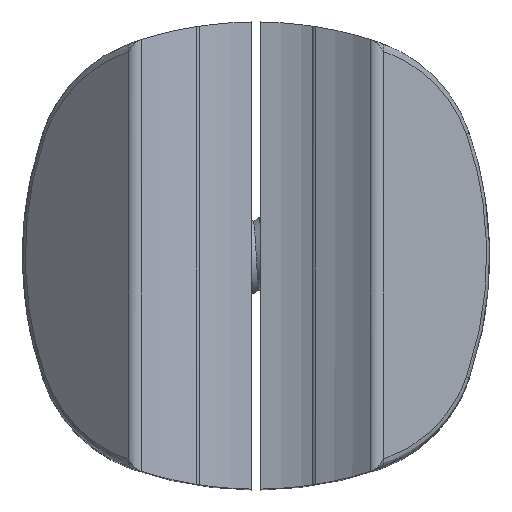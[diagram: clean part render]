
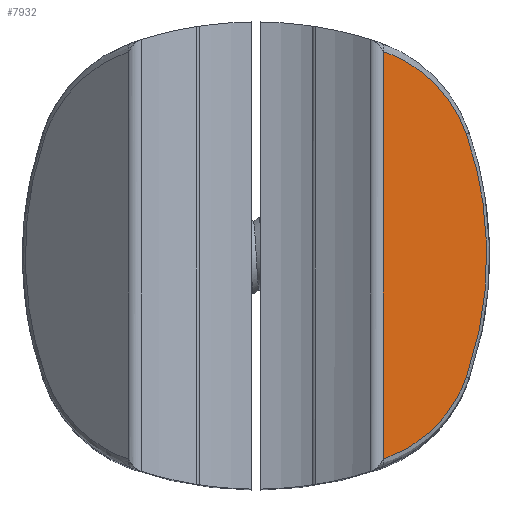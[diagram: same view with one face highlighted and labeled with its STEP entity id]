
A CAD part, top view. The second image highlights one B-rep face of the part: STEP entity #7932.
In plain terms, the highlighted planar face has unit normal (0.707, 0, 0.707).
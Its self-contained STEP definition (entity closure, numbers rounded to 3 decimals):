
#152 = EDGE_CURVE ( 'NONE', #11317, #21493, #3581, .T. ) ;
#182 = CARTESIAN_POINT ( 'NONE',  ( 13.403, 21.376, 62.683 ) ) ;
#189 = CARTESIAN_POINT ( 'NONE',  ( 13.704, 21.272, 62.382 ) ) ;
#251 = EDGE_LOOP ( 'NONE', ( #15215, #8437, #25099, #11419, #12683, #2570 ) ) ;
#315 = CARTESIAN_POINT ( 'NONE',  ( 17.633, 19.046, 58.453 ) ) ;
#360 = CARTESIAN_POINT ( 'NONE',  ( 23.779, -5.898, 52.307 ) ) ;
#974 = CARTESIAN_POINT ( 'NONE',  ( 13.364, -21.389, 62.722 ) ) ;
#1399 = CARTESIAN_POINT ( 'NONE',  ( 17.993, -18.746, 58.093 ) ) ;
#1524 = CARTESIAN_POINT ( 'NONE',  ( 20.604, -15.751, 55.482 ) ) ;
#1623 = CARTESIAN_POINT ( 'NONE',  ( 13.396, -21.378, 62.69 ) ) ;
#1744 = CARTESIAN_POINT ( 'NONE',  ( 21.176, 14.784, 54.91 ) ) ;
#1868 = CARTESIAN_POINT ( 'NONE',  ( 18.773, 18.019, 57.312 ) ) ;
#2007 = CARTESIAN_POINT ( 'NONE',  ( 15.025, 20.709, 61.06 ) ) ;
#2267 = CARTESIAN_POINT ( 'NONE',  ( 22.949, 9.945, 53.137 ) ) ;
#2364 = VERTEX_POINT ( 'NONE', #19052 ) ;
#2514 = CARTESIAN_POINT ( 'NONE',  ( 22.083, -12.696, 54.003 ) ) ;
#2570 = ORIENTED_EDGE ( 'NONE', *, *, #21157, .T. ) ;
#3145 = B_SPLINE_CURVE_WITH_KNOTS ( 'NONE', 3,
 ( #182, #17952, #11703, #16016, #23577 ),
 .UNSPECIFIED., .F., .F.,
 ( 4, 1, 4 ),
 ( 0., 0.5, 1. ),
 .UNSPECIFIED. ) ;
#3158 = CARTESIAN_POINT ( 'NONE',  ( 19.636, -17.07, 56.449 ) ) ;
#3300 = CARTESIAN_POINT ( 'NONE',  ( 16.089, -20.127, 59.997 ) ) ;
#3551 = CARTESIAN_POINT ( 'NONE',  ( 16.751, -19.702, 59.335 ) ) ;
#3581 = B_SPLINE_CURVE_WITH_KNOTS ( 'NONE', 3,
 ( #22825, #25141, #22948, #1623, #23065 ),
 .UNSPECIFIED., .F., .F.,
 ( 4, 1, 4 ),
 ( 0., 0.5, 1. ),
 .UNSPECIFIED. ) ;
#3659 = CARTESIAN_POINT ( 'NONE',  ( 22.083, 12.696, 54.003 ) ) ;
#4140 = CARTESIAN_POINT ( 'NONE',  ( 16.375, 19.95, 59.711 ) ) ;
#4182 = CARTESIAN_POINT ( 'NONE',  ( 24.107, 3.068, 51.979 ) ) ;
#5069 = VERTEX_POINT ( 'NONE', #18984 ) ;
#5077 = CARTESIAN_POINT ( 'NONE',  ( 14.752, -20.838, 61.334 ) ) ;
#5180 = CARTESIAN_POINT ( 'NONE',  ( 22., 12.937, 54.086 ) ) ;
#5370 = CARTESIAN_POINT ( 'NONE',  ( 22.083, -12.696, 54.003 ) ) ;
#5588 = CARTESIAN_POINT ( 'NONE',  ( 13.403, -21.376, 62.683 ) ) ;
#6439 = VECTOR ( 'NONE', #10210, 1000. ) ;
#6591 = CARTESIAN_POINT ( 'NONE',  ( 24.052, -3.71, 52.034 ) ) ;
#6996 = CARTESIAN_POINT ( 'NONE',  ( 19.82, 16.844, 56.266 ) ) ;
#7077 = EDGE_CURVE ( 'NONE', #11909, #2364, #7851, .T. ) ;
#7141 = CARTESIAN_POINT ( 'NONE',  ( 22.083, -12.696, 54.003 ) ) ;
#7851 = B_SPLINE_CURVE_WITH_KNOTS ( 'NONE', 3,
 ( #2514, #12487, #13890, #10338, #360, #6591, #16184, #12365, #4182, #14126, #8148, #2267, #20272, #18385 ),
 .UNSPECIFIED., .F., .F.,
 ( 4, 1, 1, 1, 1, 1, 1, 1, 1, 1, 1, 4 ),
 ( 0., 0.091, 0.182, 0.273, 0.364, 0.455, 0.545, 0.636, 0.727, 0.818, 0.909, 1. ),
 .UNSPECIFIED. ) ;
#7932 = ADVANCED_FACE ( 'NONE', ( #18579 ), #15313, .T. ) ;
#8105 = CARTESIAN_POINT ( 'NONE',  ( 14.274, 21.053, 61.812 ) ) ;
#8148 = CARTESIAN_POINT ( 'NONE',  ( 23.505, 7.494, 52.581 ) ) ;
#8437 = ORIENTED_EDGE ( 'NONE', *, *, #152, .T. ) ;
#9198 = CARTESIAN_POINT ( 'NONE',  ( 21.013, -15.078, 55.073 ) ) ;
#9564 = CARTESIAN_POINT ( 'NONE',  ( 20.77, 15.489, 55.316 ) ) ;
#9593 = VERTEX_POINT ( 'NONE', #20698 ) ;
#10210 = DIRECTION ( 'NONE',  ( 0., -1., 0. ) ) ;
#10338 = CARTESIAN_POINT ( 'NONE',  ( 23.391, -8.036, 52.695 ) ) ;
#10402 = EDGE_CURVE ( 'NONE', #21493, #11909, #18244, .T. ) ;
#10612 = EDGE_CURVE ( 'NONE', #9593, #11317, #14362, .T. ) ;
#11246 = CARTESIAN_POINT ( 'NONE',  ( 21.97, -13.025, 54.116 ) ) ;
#11317 = VERTEX_POINT ( 'NONE', #974 ) ;
#11419 = ORIENTED_EDGE ( 'NONE', *, *, #7077, .T. ) ;
#11471 = CARTESIAN_POINT ( 'NONE',  ( 21.821, 13.413, 54.265 ) ) ;
#11587 = CARTESIAN_POINT ( 'NONE',  ( 13.403, 21.376, 62.683 ) ) ;
#11703 = CARTESIAN_POINT ( 'NONE',  ( 13.383, 21.382, 62.702 ) ) ;
#11712 = CARTESIAN_POINT ( 'NONE',  ( 17.02, 19.513, 59.066 ) ) ;
#11909 = VERTEX_POINT ( 'NONE', #5370 ) ;
#12365 = CARTESIAN_POINT ( 'NONE',  ( 24.22, 0.832, 51.866 ) ) ;
#12487 = CARTESIAN_POINT ( 'NONE',  ( 22.368, -11.867, 53.718 ) ) ;
#12683 = ORIENTED_EDGE ( 'NONE', *, *, #12795, .T. ) ;
#12795 = EDGE_CURVE ( 'NONE', #2364, #5069, #20417, .T. ) ;
#12893 = CARTESIAN_POINT ( 'NONE',  ( 17.388, -19.239, 58.698 ) ) ;
#12994 = CARTESIAN_POINT ( 'NONE',  ( 19.307, 17.453, 56.779 ) ) ;
#13020 = CARTESIAN_POINT ( 'NONE',  ( 21.732, -13.633, 54.353 ) ) ;
#13490 = CARTESIAN_POINT ( 'NONE',  ( 15.715, 20.345, 60.371 ) ) ;
#13890 = CARTESIAN_POINT ( 'NONE',  ( 22.861, -10.253, 53.225 ) ) ;
#14126 = CARTESIAN_POINT ( 'NONE',  ( 23.876, 5.23, 52.21 ) ) ;
#14362 = LINE ( 'NONE', #23974, #6439 ) ;
#14840 = DIRECTION ( 'NONE',  ( 0.707, 0., 0.707 ) ) ;
#15215 = ORIENTED_EDGE ( 'NONE', *, *, #10612, .T. ) ;
#15313 = PLANE ( 'NONE',  #16679 ) ;
#16016 = CARTESIAN_POINT ( 'NONE',  ( 13.371, 21.387, 62.715 ) ) ;
#16184 = CARTESIAN_POINT ( 'NONE',  ( 24.203, -1.446, 51.883 ) ) ;
#16656 = CARTESIAN_POINT ( 'NONE',  ( 2.156, 0., 73.93 ) ) ;
#16679 = AXIS2_PLACEMENT_3D ( 'NONE', #16656, #14840, #22632 ) ;
#17120 = CARTESIAN_POINT ( 'NONE',  ( 19.111, -17.668, 56.975 ) ) ;
#17241 = CARTESIAN_POINT ( 'NONE',  ( 15.422, -20.505, 60.664 ) ) ;
#17343 = CARTESIAN_POINT ( 'NONE',  ( 20.311, 16.186, 55.775 ) ) ;
#17952 = CARTESIAN_POINT ( 'NONE',  ( 13.396, 21.378, 62.689 ) ) ;
#18244 = B_SPLINE_CURVE_WITH_KNOTS ( 'NONE', 3,
 ( #5588, #22585, #18784, #5077, #17241, #3300, #3551, #12893, #1399, #25047, #17120, #3158, #24798, #1524, #9198, #20816, #13020, #11246, #7141 ),
 .UNSPECIFIED., .F., .F.,
 ( 4, 1, 1, 1, 1, 1, 1, 1, 1, 1, 1, 1, 1, 1, 1, 1, 4 ),
 ( 0., 0.063, 0.125, 0.188, 0.25, 0.313, 0.375, 0.438, 0.5, 0.563, 0.625, 0.688, 0.75, 0.813, 0.875, 0.938, 1. ),
 .UNSPECIFIED. ) ;
#18385 = CARTESIAN_POINT ( 'NONE',  ( 22.083, 12.696, 54.003 ) ) ;
#18579 = FACE_OUTER_BOUND ( 'NONE', #251, .T. ) ;
#18784 = CARTESIAN_POINT ( 'NONE',  ( 14.097, -21.123, 61.989 ) ) ;
#18984 = CARTESIAN_POINT ( 'NONE',  ( 13.403, 21.376, 62.683 ) ) ;
#19052 = CARTESIAN_POINT ( 'NONE',  ( 22.083, 12.696, 54.003 ) ) ;
#19263 = CARTESIAN_POINT ( 'NONE',  ( 21.528, 14.083, 54.558 ) ) ;
#20272 = CARTESIAN_POINT ( 'NONE',  ( 22.406, 11.758, 53.68 ) ) ;
#20417 = B_SPLINE_CURVE_WITH_KNOTS ( 'NONE', 3,
 ( #3659, #5180, #11471, #19263, #1744, #9564, #17343, #6996, #12994, #1868, #23208, #315, #11712, #4140, #13490, #2007, #8105, #189, #11587 ),
 .UNSPECIFIED., .F., .F.,
 ( 4, 1, 1, 1, 1, 1, 1, 1, 1, 1, 1, 1, 1, 1, 1, 1, 4 ),
 ( 0., 0.063, 0.125, 0.188, 0.25, 0.313, 0.375, 0.438, 0.5, 0.563, 0.625, 0.688, 0.75, 0.813, 0.875, 0.938, 1. ),
 .UNSPECIFIED. ) ;
#20698 = CARTESIAN_POINT ( 'NONE',  ( 13.364, 21.389, 62.722 ) ) ;
#20816 = CARTESIAN_POINT ( 'NONE',  ( 21.379, -14.392, 54.707 ) ) ;
#20842 = CARTESIAN_POINT ( 'NONE',  ( 13.403, -21.376, 62.683 ) ) ;
#21157 = EDGE_CURVE ( 'NONE', #5069, #9593, #3145, .T. ) ;
#21493 = VERTEX_POINT ( 'NONE', #20842 ) ;
#22585 = CARTESIAN_POINT ( 'NONE',  ( 13.636, -21.295, 62.449 ) ) ;
#22632 = DIRECTION ( 'NONE',  ( 0., -1., 0. ) ) ;
#22825 = CARTESIAN_POINT ( 'NONE',  ( 13.364, -21.389, 62.722 ) ) ;
#22948 = CARTESIAN_POINT ( 'NONE',  ( 13.383, -21.382, 62.703 ) ) ;
#23065 = CARTESIAN_POINT ( 'NONE',  ( 13.403, -21.376, 62.683 ) ) ;
#23208 = CARTESIAN_POINT ( 'NONE',  ( 18.217, 18.548, 57.869 ) ) ;
#23577 = CARTESIAN_POINT ( 'NONE',  ( 13.364, 21.389, 62.722 ) ) ;
#23974 = CARTESIAN_POINT ( 'NONE',  ( 13.364, 21.389, 62.722 ) ) ;
#24798 = CARTESIAN_POINT ( 'NONE',  ( 20.138, -16.427, 55.948 ) ) ;
#25047 = CARTESIAN_POINT ( 'NONE',  ( 18.566, -18.224, 57.52 ) ) ;
#25099 = ORIENTED_EDGE ( 'NONE', *, *, #10402, .T. ) ;
#25141 = CARTESIAN_POINT ( 'NONE',  ( 13.37, -21.387, 62.715 ) ) ;
